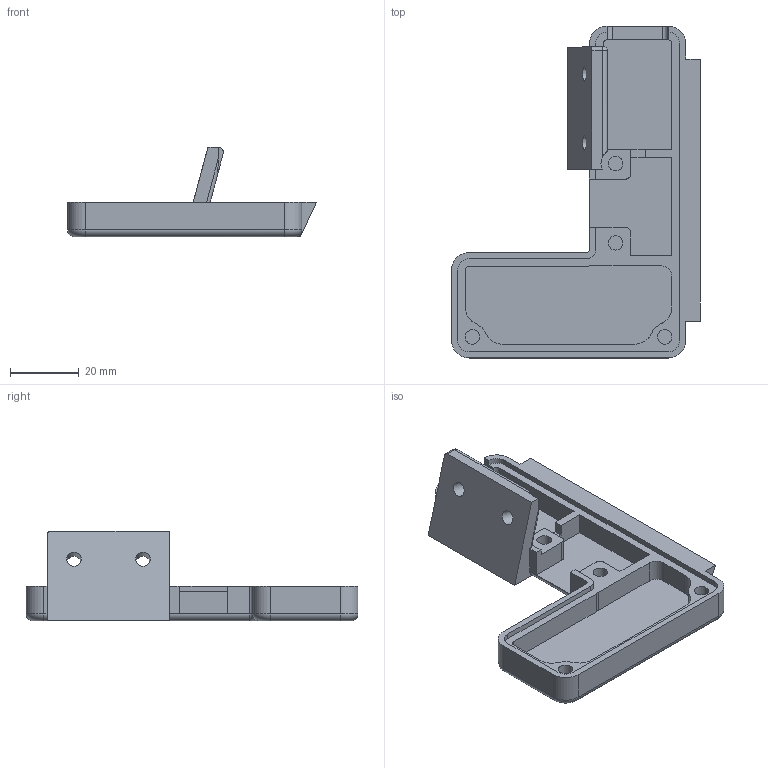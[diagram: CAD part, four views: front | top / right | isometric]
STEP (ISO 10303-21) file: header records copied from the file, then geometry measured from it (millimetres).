
FILE_DESCRIPTION(('HOOPS Exchange Step'),'2;1');
FILE_NAME('Crosses-Thumbcluster-Left.step','2025-11-23T20:00:59+18:00',('me'),('Unknown organisation'),'HOOPS Exchange 2024.2','HOOPS Exchange','Unknown authorisation');
FILE_SCHEMA( ('AP203_CONFIGURATION_CONTROLLED_3D_DESIGN_OF_MECHANICAL_PARTS_AND_ASSEMBLIES_MIM_LF') );
Length unit declared in the file: millimetre
Products named in the file (2): 0; root
Assembly tree (1 placements, depth 2):
  root
    0
Bounding box: 72.21 x 96.3 x 26 mm (x, y, z)
Volume: 22817.1 mm3; surface area: 15656.3 mm2
Topology: 1 solids, 1 shells, 109 faces, 293 edges, 191 vertices
Faces by surface type: plane 57, cylinder 43, torus 6, extrusion 2, bspline 1
Full cylindrical faces by diameter (mm): 4.2 x4
Entity records: 3892 total; most frequent: CARTESIAN_POINT 1075, ORIENTED_EDGE 586, DIRECTION 578, EDGE_CURVE 293, AXIS2_PLACEMENT_3D 194, VERTEX_POINT 191, VECTOR 190, LINE 188
